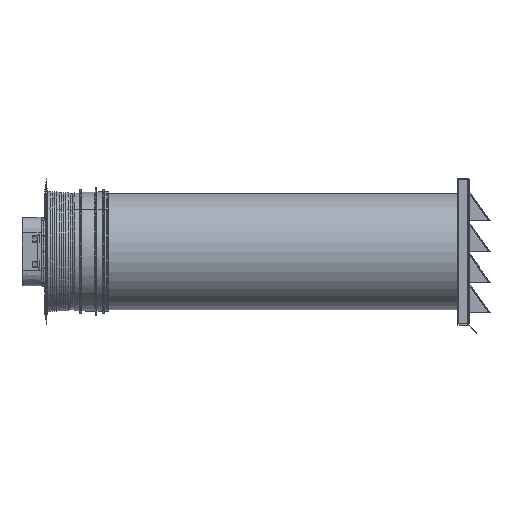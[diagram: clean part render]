
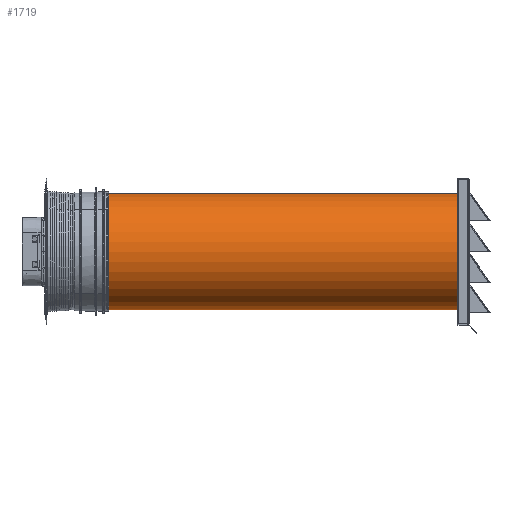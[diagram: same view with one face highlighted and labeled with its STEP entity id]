
A CAD part, front view. The second image highlights one B-rep face of the part: STEP entity #1719.
In plain terms, the highlighted cylindrical face has radius 75.8 mm (diameter 151.6 mm), a partial arc.
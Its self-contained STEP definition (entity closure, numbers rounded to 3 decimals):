
#1719=ADVANCED_FACE('',(#4327),#4328,.T.);
#4327=FACE_OUTER_BOUND('',#15346,.T.);
#4328=CYLINDRICAL_SURFACE('',#15347,75.8);
#15346=EDGE_LOOP('',(#26491,#26492,#26493,#26494));
#15347=AXIS2_PLACEMENT_3D('',#26495,#26496,#26497);
#26491=ORIENTED_EDGE('',*,*,#30915,.T.);
#26492=ORIENTED_EDGE('',*,*,#30921,.T.);
#26493=ORIENTED_EDGE('',*,*,#30917,.T.);
#26494=ORIENTED_EDGE('',*,*,#30920,.T.);
#26495=CARTESIAN_POINT('',(105.0,80.0,0.0));
#26496=DIRECTION('',(0.0,0.0,1.0));
#26497=DIRECTION('',(1.0,0.0,0.0));
#30915=EDGE_CURVE('',#36237,#36238,#36239,.T.);
#30917=EDGE_CURVE('',#36242,#36240,#36243,.T.);
#30920=EDGE_CURVE('',#36240,#36237,#36246,.T.);
#30921=EDGE_CURVE('',#36238,#36242,#36247,.T.);
#36237=VERTEX_POINT('',#50388);
#36238=VERTEX_POINT('',#50389);
#36239=LINE('',#50390,#50391);
#36240=VERTEX_POINT('',#50392);
#36242=VERTEX_POINT('',#50394);
#36243=LINE('',#50395,#50396);
#36246=CIRCLE('',#50399,75.8);
#36247=CIRCLE('',#50400,75.8);
#50388=CARTESIAN_POINT('',(180.8,80.0,-350.0));
#50389=CARTESIAN_POINT('',(180.8,80.0,150.0));
#50390=CARTESIAN_POINT('',(180.8,80.0,0.0));
#50391=VECTOR('',#55468,1.0);
#50392=CARTESIAN_POINT('',(29.2,80.0,-350.0));
#50394=CARTESIAN_POINT('',(29.2,80.0,150.0));
#50395=CARTESIAN_POINT('',(29.2,80.0,0.0));
#50396=VECTOR('',#55472,1.0);
#50399=AXIS2_PLACEMENT_3D('',#55479,#55480,#55481);
#50400=AXIS2_PLACEMENT_3D('',#55482,#55483,#55484);
#55468=DIRECTION('',(0.0,0.0,1.0));
#55472=DIRECTION('',(-0.0,-0.0,-1.0));
#55479=CARTESIAN_POINT('',(105.0,80.0,-350.0));
#55480=DIRECTION('',(0.0,0.0,1.0));
#55481=DIRECTION('',(1.0,0.0,0.0));
#55482=CARTESIAN_POINT('',(105.0,80.0,150.0));
#55483=DIRECTION('',(0.0,0.0,-1.0));
#55484=DIRECTION('',(1.0,0.0,0.0));
